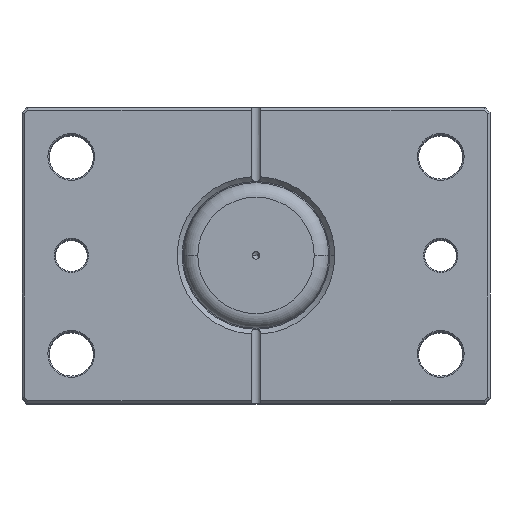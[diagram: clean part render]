
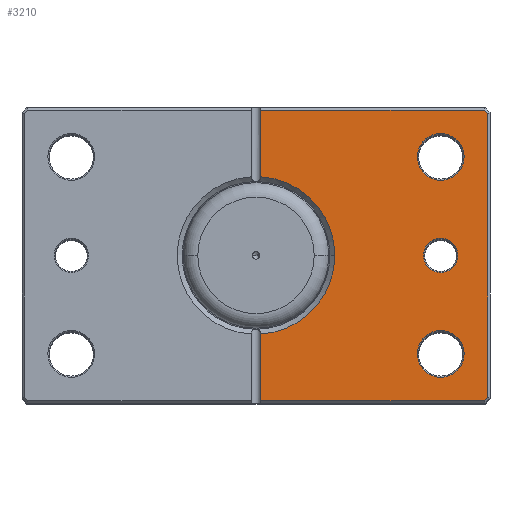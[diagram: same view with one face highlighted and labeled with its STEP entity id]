
A CAD part, top view. The second image highlights one B-rep face of the part: STEP entity #3210.
In plain terms, the highlighted face is planar.
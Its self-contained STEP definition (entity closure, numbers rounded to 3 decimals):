
#19 = CARTESIAN_POINT ( 'NONE',  ( -2., 31.937, 0. ) ) ;
#40 = VERTEX_POINT ( 'NONE', #1861 ) ;
#100 = ORIENTED_EDGE ( 'NONE', *, *, #1094, .T. ) ;
#235 = LINE ( 'NONE', #5996, #5922 ) ;
#250 = LINE ( 'NONE', #3823, #7056 ) ;
#253 = CARTESIAN_POINT ( 'NONE',  ( -32., 0., 0. ) ) ;
#300 = AXIS2_PLACEMENT_3D ( 'NONE', #4353, #1050, #4918 ) ;
#368 = CARTESIAN_POINT ( 'NONE',  ( -2., 60., 0. ) ) ;
#460 = DIRECTION ( 'NONE',  ( 0., -1., 0. ) ) ;
#517 = EDGE_CURVE ( 'NONE', #772, #3537, #4534, .T. ) ;
#567 = EDGE_CURVE ( 'NONE', #2878, #40, #1423, .T. ) ;
#600 = CARTESIAN_POINT ( 'NONE',  ( -75.793, -75.793, 0. ) ) ;
#657 = DIRECTION ( 'NONE',  ( 0., 0., 1. ) ) ;
#739 = EDGE_CURVE ( 'NONE', #6285, #6126, #4722, .T. ) ;
#772 = VERTEX_POINT ( 'NONE', #1457 ) ;
#778 = DIRECTION ( 'NONE',  ( 1., 0., 0. ) ) ;
#784 = ORIENTED_EDGE ( 'NONE', *, *, #567, .T. ) ;
#963 = CIRCLE ( 'NONE', #3013, 7. ) ;
#1050 = DIRECTION ( 'NONE',  ( 0., 0., 1. ) ) ;
#1094 = EDGE_CURVE ( 'NONE', #4232, #2062, #963, .T. ) ;
#1152 = CARTESIAN_POINT ( 'NONE',  ( -92.586, 59., 0. ) ) ;
#1253 = ORIENTED_EDGE ( 'NONE', *, *, #739, .T. ) ;
#1279 = DIRECTION ( 'NONE',  ( 0., 0., 1. ) ) ;
#1311 = CIRCLE ( 'NONE', #6274, 9.5 ) ;
#1358 = CIRCLE ( 'NONE', #300, 32. ) ;
#1404 = EDGE_CURVE ( 'NONE', #3537, #4906, #6044, .T. ) ;
#1411 = CARTESIAN_POINT ( 'NONE',  ( -94., 57.586, 0. ) ) ;
#1423 = CIRCLE ( 'NONE', #3285, 9.5 ) ;
#1432 = ORIENTED_EDGE ( 'NONE', *, *, #4317, .T. ) ;
#1457 = CARTESIAN_POINT ( 'NONE',  ( -2., -31.937, 0. ) ) ;
#1508 = EDGE_CURVE ( 'NONE', #5081, #5381, #3717, .T. ) ;
#1698 = CARTESIAN_POINT ( 'NONE',  ( -75., -40., 0. ) ) ;
#1861 = CARTESIAN_POINT ( 'NONE',  ( -84.5, -40., 0. ) ) ;
#1923 = VERTEX_POINT ( 'NONE', #1411 ) ;
#1955 = EDGE_CURVE ( 'NONE', #2442, #6533, #6822, .T. ) ;
#1956 = DIRECTION ( 'NONE',  ( -1., 0., 0. ) ) ;
#1977 = DIRECTION ( 'NONE',  ( 0., 0., 1. ) ) ;
#2000 = DIRECTION ( 'NONE',  ( 0., 0., 1. ) ) ;
#2001 = CARTESIAN_POINT ( 'NONE',  ( 0., -59., 0. ) ) ;
#2062 = VERTEX_POINT ( 'NONE', #6744 ) ;
#2095 = DIRECTION ( 'NONE',  ( 0., 0., 1. ) ) ;
#2163 = CARTESIAN_POINT ( 'NONE',  ( -2., 59., 0. ) ) ;
#2194 = DIRECTION ( 'NONE',  ( 1., 0., 0. ) ) ;
#2195 = CARTESIAN_POINT ( 'NONE',  ( -75., 40., 0. ) ) ;
#2206 = DIRECTION ( 'NONE',  ( 0., -1., 0. ) ) ;
#2384 = CIRCLE ( 'NONE', #5354, 7. ) ;
#2442 = VERTEX_POINT ( 'NONE', #4541 ) ;
#2481 = AXIS2_PLACEMENT_3D ( 'NONE', #2195, #6024, #2730 ) ;
#2538 = CARTESIAN_POINT ( 'NONE',  ( 0., 0., 0. ) ) ;
#2567 = EDGE_CURVE ( 'NONE', #3355, #1923, #250, .T. ) ;
#2689 = CARTESIAN_POINT ( 'NONE',  ( -65.5, -40., 0. ) ) ;
#2730 = DIRECTION ( 'NONE',  ( 1., 0., 0. ) ) ;
#2878 = VERTEX_POINT ( 'NONE', #2689 ) ;
#2907 = FACE_OUTER_BOUND ( 'NONE', #4483, .T. ) ;
#2976 = VECTOR ( 'NONE', #2206, 1000. ) ;
#3013 = AXIS2_PLACEMENT_3D ( 'NONE', #4074, #4097, #4118 ) ;
#3067 = VECTOR ( 'NONE', #460, 1000. ) ;
#3110 = AXIS2_PLACEMENT_3D ( 'NONE', #2538, #3435, #778 ) ;
#3198 = ORIENTED_EDGE ( 'NONE', *, *, #1404, .T. ) ;
#3210 = ADVANCED_FACE ( 'NONE', ( #4377, #5839, #3427, #2907 ), #4716, .F. ) ;
#3241 = VECTOR ( 'NONE', #6717, 1000. ) ;
#3272 = DIRECTION ( 'NONE',  ( 0.707, 0.707, 0. ) ) ;
#3285 = AXIS2_PLACEMENT_3D ( 'NONE', #1698, #2095, #2194 ) ;
#3354 = DIRECTION ( 'NONE',  ( -0.707, 0.707, 0. ) ) ;
#3355 = VERTEX_POINT ( 'NONE', #3762 ) ;
#3370 = ORIENTED_EDGE ( 'NONE', *, *, #3915, .T. ) ;
#3427 = FACE_BOUND ( 'NONE', #5671, .T. ) ;
#3435 = DIRECTION ( 'NONE',  ( 0., 0., 1. ) ) ;
#3449 = EDGE_CURVE ( 'NONE', #1923, #6285, #235, .T. ) ;
#3475 = LINE ( 'NONE', #600, #6415 ) ;
#3537 = VERTEX_POINT ( 'NONE', #4654 ) ;
#3597 = ORIENTED_EDGE ( 'NONE', *, *, #3712, .T. ) ;
#3712 = EDGE_CURVE ( 'NONE', #5381, #772, #1358, .T. ) ;
#3717 = CIRCLE ( 'NONE', #3110, 32. ) ;
#3762 = CARTESIAN_POINT ( 'NONE',  ( -94., -57.586, 0. ) ) ;
#3823 = CARTESIAN_POINT ( 'NONE',  ( -94., 0., 0. ) ) ;
#3915 = EDGE_CURVE ( 'NONE', #40, #2878, #4555, .T. ) ;
#3959 = CARTESIAN_POINT ( 'NONE',  ( -75., -40., 0. ) ) ;
#4074 = CARTESIAN_POINT ( 'NONE',  ( -75., 0., 0. ) ) ;
#4097 = DIRECTION ( 'NONE',  ( 0., 0., 1. ) ) ;
#4118 = DIRECTION ( 'NONE',  ( 1., 0., 0. ) ) ;
#4189 = EDGE_CURVE ( 'NONE', #2062, #4232, #2384, .T. ) ;
#4232 = VERTEX_POINT ( 'NONE', #5363 ) ;
#4317 = EDGE_CURVE ( 'NONE', #6126, #5081, #4436, .T. ) ;
#4353 = CARTESIAN_POINT ( 'NONE',  ( 0., 0., 0. ) ) ;
#4377 = FACE_BOUND ( 'NONE', #4458, .T. ) ;
#4384 = CARTESIAN_POINT ( 'NONE',  ( -2., 60., 0. ) ) ;
#4436 = LINE ( 'NONE', #4384, #2976 ) ;
#4458 = EDGE_LOOP ( 'NONE', ( #6572, #100 ) ) ;
#4483 = EDGE_LOOP ( 'NONE', ( #1432, #4890, #3597, #4910, #3198, #5611, #6236, #5975, #1253 ) ) ;
#4526 = DIRECTION ( 'NONE',  ( 1., 0., 0. ) ) ;
#4534 = LINE ( 'NONE', #368, #3067 ) ;
#4541 = CARTESIAN_POINT ( 'NONE',  ( -84.5, 40., 0. ) ) ;
#4555 = CIRCLE ( 'NONE', #5842, 9.5 ) ;
#4585 = VECTOR ( 'NONE', #1956, 1000. ) ;
#4596 = CARTESIAN_POINT ( 'NONE',  ( -75., 40., 0. ) ) ;
#4654 = CARTESIAN_POINT ( 'NONE',  ( -2., -59., 0. ) ) ;
#4716 = PLANE ( 'NONE',  #5942 ) ;
#4722 = LINE ( 'NONE', #6743, #3241 ) ;
#4890 = ORIENTED_EDGE ( 'NONE', *, *, #1508, .T. ) ;
#4906 = VERTEX_POINT ( 'NONE', #6985 ) ;
#4910 = ORIENTED_EDGE ( 'NONE', *, *, #517, .T. ) ;
#4918 = DIRECTION ( 'NONE',  ( 1., 0., 0. ) ) ;
#5036 = CARTESIAN_POINT ( 'NONE',  ( -65.5, 40., 0. ) ) ;
#5081 = VERTEX_POINT ( 'NONE', #19 ) ;
#5139 = EDGE_CURVE ( 'NONE', #4906, #3355, #3475, .T. ) ;
#5154 = DIRECTION ( 'NONE',  ( 1., 0., 0. ) ) ;
#5250 = CARTESIAN_POINT ( 'NONE',  ( 0., 0., 0. ) ) ;
#5304 = CARTESIAN_POINT ( 'NONE',  ( -75., 0., 0. ) ) ;
#5307 = EDGE_CURVE ( 'NONE', #6533, #2442, #1311, .T. ) ;
#5354 = AXIS2_PLACEMENT_3D ( 'NONE', #5304, #2000, #5838 ) ;
#5363 = CARTESIAN_POINT ( 'NONE',  ( -68., 0., 0. ) ) ;
#5381 = VERTEX_POINT ( 'NONE', #253 ) ;
#5611 = ORIENTED_EDGE ( 'NONE', *, *, #5139, .T. ) ;
#5671 = EDGE_LOOP ( 'NONE', ( #5827, #6180 ) ) ;
#5815 = DIRECTION ( 'NONE',  ( 1., 0., 0. ) ) ;
#5827 = ORIENTED_EDGE ( 'NONE', *, *, #1955, .T. ) ;
#5838 = DIRECTION ( 'NONE',  ( 1., 0., 0. ) ) ;
#5839 = FACE_BOUND ( 'NONE', #6127, .T. ) ;
#5842 = AXIS2_PLACEMENT_3D ( 'NONE', #3959, #657, #4526 ) ;
#5922 = VECTOR ( 'NONE', #3272, 1000. ) ;
#5942 = AXIS2_PLACEMENT_3D ( 'NONE', #5250, #1977, #5815 ) ;
#5975 = ORIENTED_EDGE ( 'NONE', *, *, #3449, .T. ) ;
#5996 = CARTESIAN_POINT ( 'NONE',  ( -75.793, 75.793, 0. ) ) ;
#6024 = DIRECTION ( 'NONE',  ( 0., 0., 1. ) ) ;
#6044 = LINE ( 'NONE', #2001, #4585 ) ;
#6126 = VERTEX_POINT ( 'NONE', #2163 ) ;
#6127 = EDGE_LOOP ( 'NONE', ( #3370, #784 ) ) ;
#6180 = ORIENTED_EDGE ( 'NONE', *, *, #5307, .T. ) ;
#6236 = ORIENTED_EDGE ( 'NONE', *, *, #2567, .T. ) ;
#6274 = AXIS2_PLACEMENT_3D ( 'NONE', #4596, #1279, #5154 ) ;
#6285 = VERTEX_POINT ( 'NONE', #1152 ) ;
#6415 = VECTOR ( 'NONE', #3354, 1000. ) ;
#6533 = VERTEX_POINT ( 'NONE', #5036 ) ;
#6572 = ORIENTED_EDGE ( 'NONE', *, *, #4189, .T. ) ;
#6582 = DIRECTION ( 'NONE',  ( 0., 1., 0. ) ) ;
#6717 = DIRECTION ( 'NONE',  ( 1., 0., 0. ) ) ;
#6743 = CARTESIAN_POINT ( 'NONE',  ( 0., 59., 0. ) ) ;
#6744 = CARTESIAN_POINT ( 'NONE',  ( -82., 0., 0. ) ) ;
#6822 = CIRCLE ( 'NONE', #2481, 9.5 ) ;
#6985 = CARTESIAN_POINT ( 'NONE',  ( -92.586, -59., 0. ) ) ;
#7056 = VECTOR ( 'NONE', #6582, 1000. ) ;
